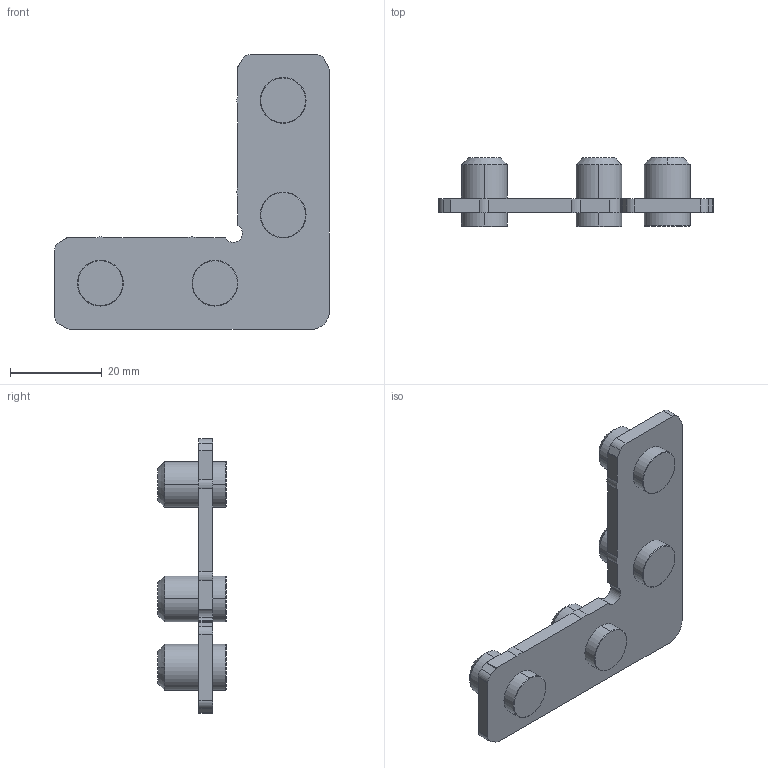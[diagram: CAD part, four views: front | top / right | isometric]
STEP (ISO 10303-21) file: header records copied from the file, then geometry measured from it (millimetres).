
FILE_DESCRIPTION (( 'STEP AP203' ), '1' );
FILE_NAME ('3_842_535_625_Bosch.step', '2024-06-04T12:58:55', ( '' ), ( '' ), 'SwSTEP 2.0', 'SolidWorks 2014', '' );
FILE_SCHEMA (( 'CONFIG_CONTROL_DESIGN' ));
Length unit declared in the file: millimetre
Products named in the file (1): 3_842_535_625_Bosch
Bounding box: 60 x 15 x 60 mm (x, y, z)
Volume: 9590.6 mm3; surface area: 6048.1 mm2
Topology: 1 solids, 1 shells, 71 faces, 183 edges, 122 vertices
Faces by surface type: cylinder 31, plane 24, cone 16
Entity records: 2288 total; most frequent: DIRECTION 421, CARTESIAN_POINT 377, ORIENTED_EDGE 366, EDGE_CURVE 183, AXIS2_PLACEMENT_3D 166, VERTEX_POINT 122, CIRCLE 94, VECTOR 89
